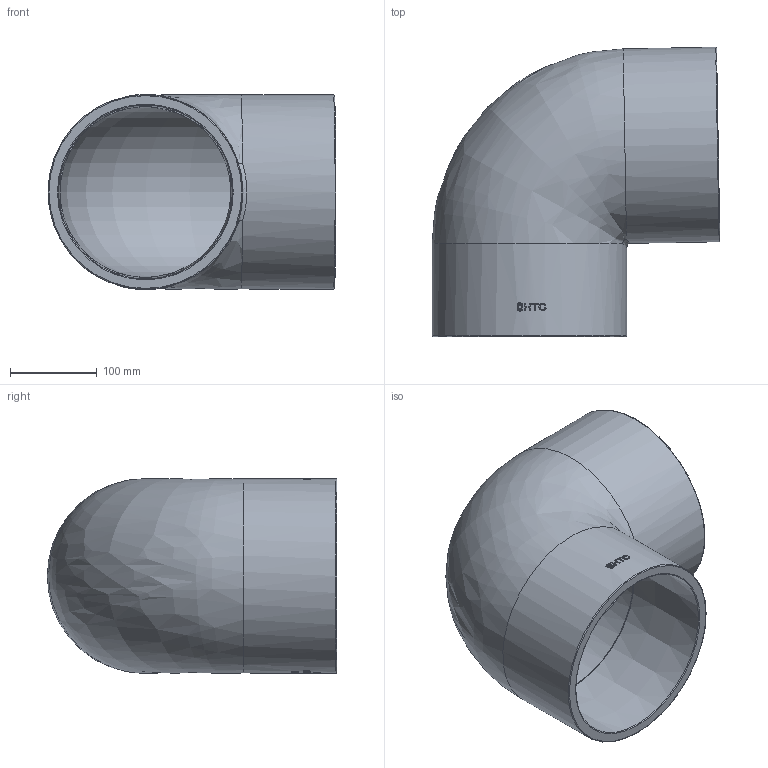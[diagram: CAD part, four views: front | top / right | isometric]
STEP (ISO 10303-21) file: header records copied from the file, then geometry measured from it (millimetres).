
FILE_DESCRIPTION(/* description */ (''),/* implementation_level */ '2;1');
FILE_NAME(/* name */ '200弯头.stp',/* time_stamp */ '2025-07-19T08:49:54+08:00',/* author */ (''),/* organization */ (''),/* preprocessor_version */ 'ST-DEVELOPER v16.7',/* originating_system */ 'SIEMENS PLM Software NX 12.0',/* authorisation */ '');
FILE_SCHEMA (('AUTOMOTIVE_DESIGN { 1 0 10303 214 3 1 1 1 }'));
Length unit declared in the file: millimetre
Products named in the file (1): Admi087C73C5md9j
Bounding box: 332.75 x 334.61 x 225.49 mm (x, y, z)
Volume: 3416776.7 mm3; surface area: 538289.7 mm2
Topology: 1 solids, 1 shells, 307 faces, 763 edges, 508 vertices
Faces by surface type: plane 180, extrusion 71, bspline 25, cylinder 24, torus 5, cone 2
Full cylindrical faces by diameter (mm): 197.602 x2, 224.988 x2
Entity records: 12993 total; most frequent: CARTESIAN_POINT 6314, ORIENTED_EDGE 1492, DIRECTION 1041, EDGE_CURVE 746, VERTEX_POINT 504, B_SPLINE_CURVE_WITH_KNOTS 395, EDGE_LOOP 372, VECTOR 357
